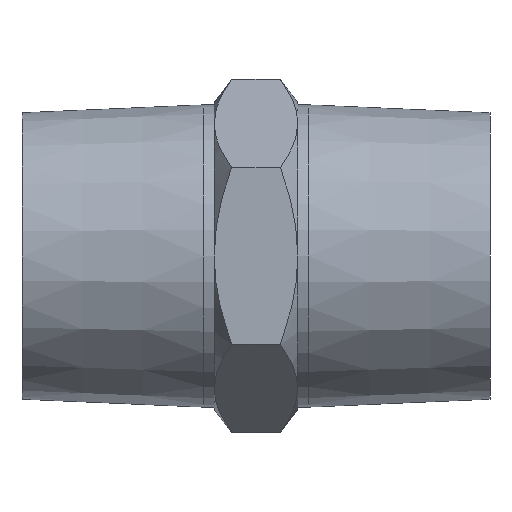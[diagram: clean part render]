
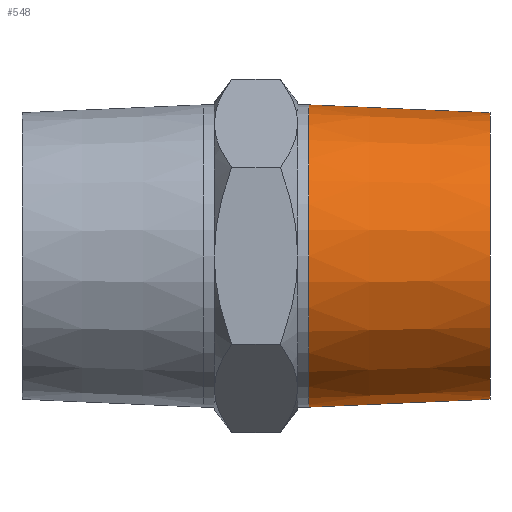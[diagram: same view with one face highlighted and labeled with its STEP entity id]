
A CAD part, left-side view. The second image highlights one B-rep face of the part: STEP entity #548.
In plain terms, the highlighted conical face has half-angle 2.5 degrees and reference radius 10.85 mm.
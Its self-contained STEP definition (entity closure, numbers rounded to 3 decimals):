
#69=ORIENTED_EDGE('',*,*,#169,.T.);
#70=ORIENTED_EDGE('',*,*,#170,.T.);
#169=EDGE_CURVE('',#219,#219,#251,.T.);
#170=EDGE_CURVE('',#220,#220,#252,.F.);
#219=VERTEX_POINT('',#732);
#220=VERTEX_POINT('',#734);
#251=CIRCLE('',#581,10.282);
#252=CIRCLE('',#582,10.85);
#271=EDGE_LOOP('',(#69));
#272=EDGE_LOOP('',(#70));
#307=FACE_BOUND('',#271,.T.);
#308=FACE_BOUND('',#272,.T.);
#343=CONICAL_SURFACE('',#580,10.85,0.044);
#548=ADVANCED_FACE('',(#307,#308),#343,.T.);
#580=AXIS2_PLACEMENT_3D('',#730,#629,#630);
#581=AXIS2_PLACEMENT_3D('',#731,#631,#632);
#582=AXIS2_PLACEMENT_3D('',#733,#633,#634);
#629=DIRECTION('',(0.,1.,0.));
#630=DIRECTION('',(0.,0.,1.));
#631=DIRECTION('',(0.,1.,0.));
#632=DIRECTION('',(0.,0.,1.));
#633=DIRECTION('',(0.,1.,0.));
#634=DIRECTION('',(0.,0.,1.));
#730=CARTESIAN_POINT('',(0.,-0.8,0.));
#731=CARTESIAN_POINT('',(0.,-13.8,0.));
#732=CARTESIAN_POINT('',(0.,-13.8,10.282));
#733=CARTESIAN_POINT('',(0.,-0.8,0.));
#734=CARTESIAN_POINT('',(0.,-0.8,10.85));
